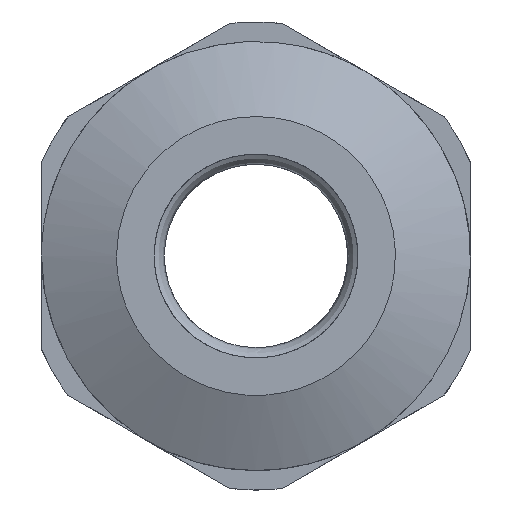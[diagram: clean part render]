
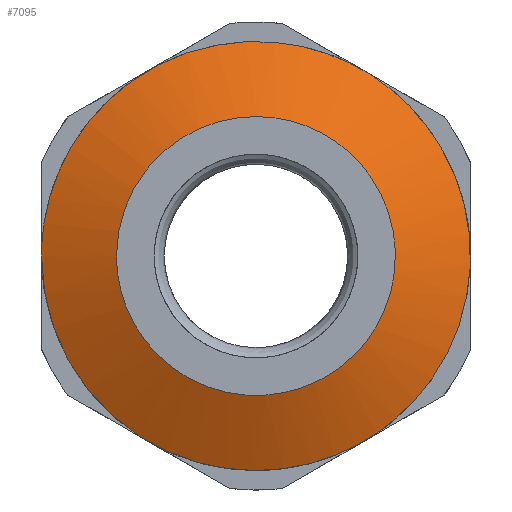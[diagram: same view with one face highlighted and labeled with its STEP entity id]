
A CAD part, front view. The second image highlights one B-rep face of the part: STEP entity #7095.
In plain terms, the highlighted free-form (B-spline) face has degree [2, 1] with [9, 2] control points.
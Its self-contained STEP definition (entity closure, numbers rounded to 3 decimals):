
#7095 = ADVANCED_FACE('',(#7096),#7128,.T.);
#7096 = FACE_BOUND('',#7097,.T.);
#7097 = EDGE_LOOP('',(#7098,#7110,#7117,#7127));
#7098 = ORIENTED_EDGE('',*,*,#7099,.T.);
#7099 = EDGE_CURVE('',#7100,#7100,#7102,.T.);
#7100 = VERTEX_POINT('',#7101);
#7101 = CARTESIAN_POINT('',(-4.624,-14.226,
    0.));
#7102 = ( BOUNDED_CURVE() B_SPLINE_CURVE(2,(#7103,#7104,#7105,#7106,
#7107,#7108,#7109),.UNSPECIFIED.,.T.,.F.) B_SPLINE_CURVE_WITH_KNOTS((3,2
    ,2,3),(3.142,5.236,7.33,9.425),
.PIECEWISE_BEZIER_KNOTS.) CURVE() GEOMETRIC_REPRESENTATION_ITEM() 
RATIONAL_B_SPLINE_CURVE((1.,0.5,1.,0.5,1.,0.5,1.)) REPRESENTATION_ITEM(
  '') );
#7103 = CARTESIAN_POINT('',(-4.624,-14.226,
    0.));
#7104 = CARTESIAN_POINT('',(-4.624,-14.226,
    8.008));
#7105 = CARTESIAN_POINT('',(2.312,-14.226,
    4.004));
#7106 = CARTESIAN_POINT('',(9.247,-14.226,
    0.));
#7107 = CARTESIAN_POINT('',(2.312,-14.226,
    -4.004));
#7108 = CARTESIAN_POINT('',(-4.624,-14.226,
    -8.008));
#7109 = CARTESIAN_POINT('',(-4.624,-14.226,
    0.));
#7110 = ORIENTED_EDGE('',*,*,#7111,.T.);
#7111 = EDGE_CURVE('',#7100,#7112,#7114,.T.);
#7112 = VERTEX_POINT('',#7113);
#7113 = CARTESIAN_POINT('',(-7.113,-13.062,
    0.));
#7114 = B_SPLINE_CURVE_WITH_KNOTS('',1,(#7115,#7116),.UNSPECIFIED.,.F.,
  .F.,(2,2),(-1.063,1.063),.PIECEWISE_BEZIER_KNOTS.);
#7115 = CARTESIAN_POINT('',(-4.624,-14.226,
    0.));
#7116 = CARTESIAN_POINT('',(-7.113,-13.062,
    0.));
#7117 = ORIENTED_EDGE('',*,*,#7118,.T.);
#7118 = EDGE_CURVE('',#7112,#7112,#7119,.T.);
#7119 = ( BOUNDED_CURVE() B_SPLINE_CURVE(2,(#7120,#7121,#7122,#7123,
#7124,#7125,#7126),.UNSPECIFIED.,.T.,.F.) B_SPLINE_CURVE_WITH_KNOTS((3,2
    ,2,3),(3.142,5.236,7.33,9.425),
.PIECEWISE_BEZIER_KNOTS.) CURVE() GEOMETRIC_REPRESENTATION_ITEM() 
RATIONAL_B_SPLINE_CURVE((1.,0.5,1.,0.5,1.,0.5,1.)) REPRESENTATION_ITEM(
  '') );
#7120 = CARTESIAN_POINT('',(-7.113,-13.062,
    0.));
#7121 = CARTESIAN_POINT('',(-7.113,-13.062,
    -12.32));
#7122 = CARTESIAN_POINT('',(3.557,-13.062,
    -6.16));
#7123 = CARTESIAN_POINT('',(14.226,-13.062,
    0.));
#7124 = CARTESIAN_POINT('',(3.557,-13.062,
    6.16));
#7125 = CARTESIAN_POINT('',(-7.113,-13.062,
    12.32));
#7126 = CARTESIAN_POINT('',(-7.113,-13.062,
    0.));
#7127 = ORIENTED_EDGE('',*,*,#7111,.F.);
#7128 = ( BOUNDED_SURFACE() B_SPLINE_SURFACE(2,1,(
    (#7129,#7130)
    ,(#7131,#7132)
    ,(#7133,#7134)
    ,(#7135,#7136)
    ,(#7137,#7138)
    ,(#7139,#7140)
    ,(#7141,#7142)
    ,(#7143,#7144)
    ,(#7145,#7146
)),.UNSPECIFIED.,.T.,.F.,.F.) B_SPLINE_SURFACE_WITH_KNOTS((3,2,2,2,3),(2
    ,2),(-3.142,-2.094,0.,2.094,3.142)
,(-1.063,1.063),.UNSPECIFIED.) GEOMETRIC_REPRESENTATION_ITEM() 
RATIONAL_B_SPLINE_SURFACE((
    (0.75,0.75)
    ,(0.75,0.75)
    ,(1.,1.)
    ,(0.5,0.5)
    ,(1.,1.)
    ,(0.5,0.5)
    ,(1.,1.)
    ,(0.75,0.75)
,(0.75,0.75))) REPRESENTATION_ITEM('') SURFACE() );
#7129 = CARTESIAN_POINT('',(-4.624,-14.226,
    0.));
#7130 = CARTESIAN_POINT('',(-7.113,-13.062,0.));
#7131 = CARTESIAN_POINT('',(-4.624,-14.226,
    2.669));
#7132 = CARTESIAN_POINT('',(-7.113,-13.062,
    4.107));
#7133 = CARTESIAN_POINT('',(-2.312,-14.226,
    4.004));
#7134 = CARTESIAN_POINT('',(-3.557,-13.062,
    6.16));
#7135 = CARTESIAN_POINT('',(4.624,-14.226,
    8.008));
#7136 = CARTESIAN_POINT('',(7.113,-13.062,
    12.32));
#7137 = CARTESIAN_POINT('',(4.624,-14.226,0.));
#7138 = CARTESIAN_POINT('',(7.113,-13.062,0.));
#7139 = CARTESIAN_POINT('',(4.624,-14.226,
    -8.008));
#7140 = CARTESIAN_POINT('',(7.113,-13.062,
    -12.32));
#7141 = CARTESIAN_POINT('',(-2.312,-14.226,
    -4.004));
#7142 = CARTESIAN_POINT('',(-3.557,-13.062,
    -6.16));
#7143 = CARTESIAN_POINT('',(-4.624,-14.226,
    -2.669));
#7144 = CARTESIAN_POINT('',(-7.113,-13.062,
    -4.107));
#7145 = CARTESIAN_POINT('',(-4.624,-14.226,
    0.));
#7146 = CARTESIAN_POINT('',(-7.113,-13.062,0.));
